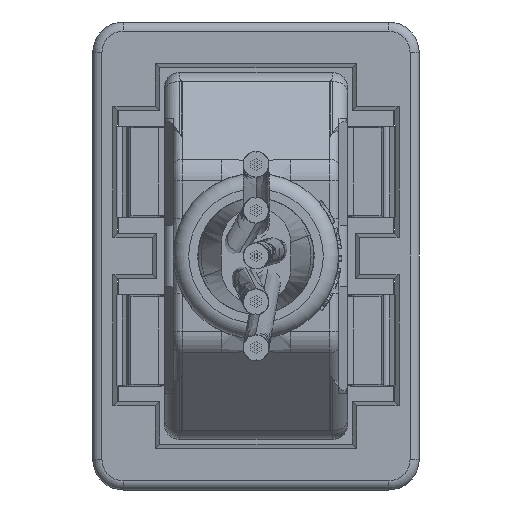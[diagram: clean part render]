
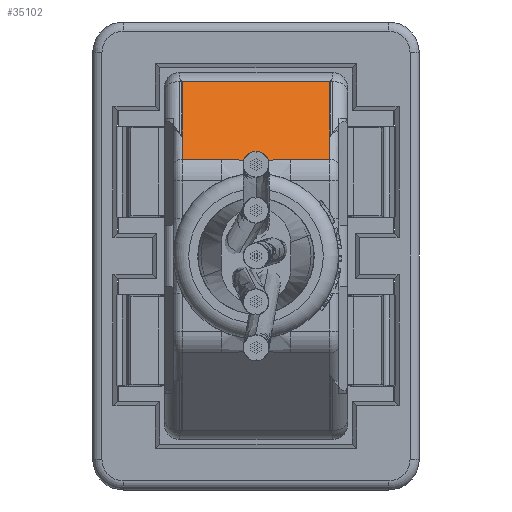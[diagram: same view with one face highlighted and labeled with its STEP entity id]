
A CAD part, front view. The second image highlights one B-rep face of the part: STEP entity #35102.
In plain terms, the highlighted planar face has unit normal (0, -0.707, 0.707).
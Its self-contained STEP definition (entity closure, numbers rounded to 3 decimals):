
#749 = LINE ( 'NONE', #16827, #40536 ) ;
#781 = ORIENTED_EDGE ( 'NONE', *, *, #18132, .T. ) ;
#2219 = LINE ( 'NONE', #2308, #20432 ) ;
#2308 = CARTESIAN_POINT ( 'NONE',  ( 2.411, 3.133, 6. ) ) ;
#2820 = VECTOR ( 'NONE', #22851, 1000. ) ;
#2946 = EDGE_CURVE ( 'NONE', #5920, #8871, #13255, .T. ) ;
#3091 = DIRECTION ( 'NONE',  ( 0., 0.707, 0.707 ) ) ;
#3226 = CARTESIAN_POINT ( 'NONE',  ( 0.751, 0.293, 3.16 ) ) ;
#3334 = DIRECTION ( 'NONE',  ( 1., 0., 0. ) ) ;
#3378 = CARTESIAN_POINT ( 'NONE',  ( -3., 3.133, 6. ) ) ;
#3820 = ORIENTED_EDGE ( 'NONE', *, *, #7894, .T. ) ;
#4241 = CARTESIAN_POINT ( 'NONE',  ( 2.411, 0.293, 3.16 ) ) ;
#5920 = VERTEX_POINT ( 'NONE', #37519 ) ;
#6731 = CARTESIAN_POINT ( 'NONE',  ( 1.128, 0.293, 3.16 ) ) ;
#6780 = ORIENTED_EDGE ( 'NONE', *, *, #2946, .T. ) ;
#7894 = EDGE_CURVE ( 'NONE', #37522, #22160, #13914, .T. ) ;
#8085 = VERTEX_POINT ( 'NONE', #17343 ) ;
#8505 = EDGE_CURVE ( 'NONE', #17450, #37522, #28599, .T. ) ;
#8871 = VERTEX_POINT ( 'NONE', #14733 ) ;
#9196 = VECTOR ( 'NONE', #14884, 1000. ) ;
#9566 = CARTESIAN_POINT ( 'NONE',  ( -0.375, 0.25, 3.117 ) ) ;
#10377 = DIRECTION ( 'NONE',  ( -1., 0., 0. ) ) ;
#12202 = DIRECTION ( 'NONE',  ( 0., 0.707, 0.707 ) ) ;
#12991 = ORIENTED_EDGE ( 'NONE', *, *, #29644, .T. ) ;
#13196 = EDGE_LOOP ( 'NONE', ( #3820, #781, #12991, #6780, #17782, #35439 ) ) ;
#13255 = LINE ( 'NONE', #33592, #9196 ) ;
#13914 = LINE ( 'NONE', #26646, #2820 ) ;
#14243 = AXIS2_PLACEMENT_3D ( 'NONE', #3378, #41634, #3091 ) ;
#14733 = CARTESIAN_POINT ( 'NONE',  ( -2.411, 0.293, 3.16 ) ) ;
#14884 = DIRECTION ( 'NONE',  ( 0., -0.707, -0.707 ) ) ;
#15067 = LINE ( 'NONE', #29633, #39774 ) ;
#16038 = CARTESIAN_POINT ( 'NONE',  ( -1.128, 0.293, 3.16 ) ) ;
#16827 = CARTESIAN_POINT ( 'NONE',  ( -3., 2.84, 5.707 ) ) ;
#17343 = CARTESIAN_POINT ( 'NONE',  ( 2.411, 2.84, 5.707 ) ) ;
#17450 = VERTEX_POINT ( 'NONE', #23240 ) ;
#17782 = ORIENTED_EDGE ( 'NONE', *, *, #22491, .T. ) ;
#18132 = EDGE_CURVE ( 'NONE', #22160, #8085, #2219, .T. ) ;
#20432 = VECTOR ( 'NONE', #12202, 1000. ) ;
#22160 = VERTEX_POINT ( 'NONE', #4241 ) ;
#22491 = EDGE_CURVE ( 'NONE', #8871, #17450, #15067, .T. ) ;
#22787 = PLANE ( 'NONE',  #14243 ) ;
#22851 = DIRECTION ( 'NONE',  ( 1., 0., 0. ) ) ;
#22879 = FACE_OUTER_BOUND ( 'NONE', #13196, .T. ) ;
#23240 = CARTESIAN_POINT ( 'NONE',  ( -1.128, 0.293, 3.16 ) ) ;
#25934 = CARTESIAN_POINT ( 'NONE',  ( 1.128, 0.293, 3.16 ) ) ;
#26002 = CARTESIAN_POINT ( 'NONE',  ( -0.75, 0.293, 3.16 ) ) ;
#26646 = CARTESIAN_POINT ( 'NONE',  ( 2.711, 0.293, 3.16 ) ) ;
#28599 = B_SPLINE_CURVE_WITH_KNOTS ( 'NONE', 3,
 ( #16038, #26002, #9566, #28931, #3226, #6731 ),
 .UNSPECIFIED., .F., .F.,
 ( 4, 2, 4 ),
 ( 0., 0.001, 0.002 ),
 .UNSPECIFIED. ) ;
#28931 = CARTESIAN_POINT ( 'NONE',  ( 0.378, 0.25, 3.118 ) ) ;
#29633 = CARTESIAN_POINT ( 'NONE',  ( 2.711, 0.293, 3.16 ) ) ;
#29644 = EDGE_CURVE ( 'NONE', #8085, #5920, #749, .T. ) ;
#33592 = CARTESIAN_POINT ( 'NONE',  ( -2.411, 3.133, 6. ) ) ;
#35102 = ADVANCED_FACE ( 'NONE', ( #22879 ), #22787, .F. ) ;
#35439 = ORIENTED_EDGE ( 'NONE', *, *, #8505, .T. ) ;
#37519 = CARTESIAN_POINT ( 'NONE',  ( -2.411, 2.84, 5.707 ) ) ;
#37522 = VERTEX_POINT ( 'NONE', #25934 ) ;
#39774 = VECTOR ( 'NONE', #3334, 1000. ) ;
#40536 = VECTOR ( 'NONE', #10377, 1000. ) ;
#41634 = DIRECTION ( 'NONE',  ( 0., 0.707, -0.707 ) ) ;
